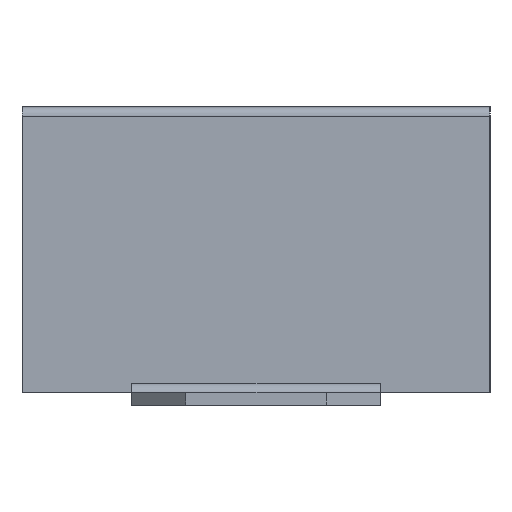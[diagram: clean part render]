
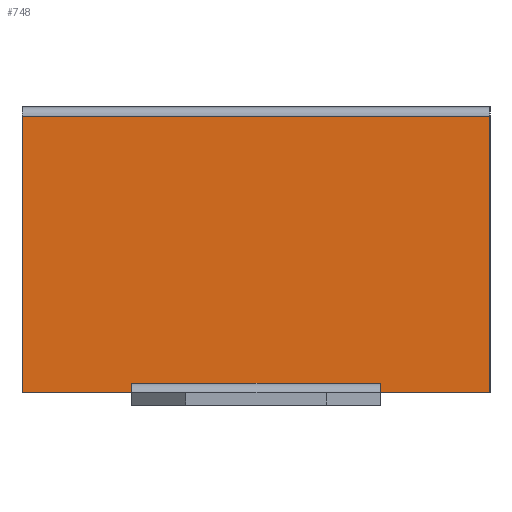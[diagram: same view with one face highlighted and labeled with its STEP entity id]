
A CAD part, left-side view. The second image highlights one B-rep face of the part: STEP entity #748.
In plain terms, the highlighted planar face has unit normal (-1, 0, 0).
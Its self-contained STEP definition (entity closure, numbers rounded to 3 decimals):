
#41 = VERTEX_POINT('',#42);
#42 = CARTESIAN_POINT('',(-12.63,4.78,0.25));
#48 = EDGE_CURVE('',#41,#49,#51,.T.);
#49 = VERTEX_POINT('',#50);
#50 = CARTESIAN_POINT('',(-12.63,4.78,5.89));
#51 = LINE('',#52,#53);
#52 = CARTESIAN_POINT('',(-12.63,4.78,0.25));
#53 = VECTOR('',#54,1.);
#54 = DIRECTION('',(0.,0.,1.));
#728 = EDGE_CURVE('',#49,#729,#731,.T.);
#729 = VERTEX_POINT('',#730);
#730 = CARTESIAN_POINT('',(-12.63,-4.78,5.89));
#731 = LINE('',#732,#733);
#732 = CARTESIAN_POINT('',(-12.63,4.78,5.89));
#733 = VECTOR('',#734,1.);
#734 = DIRECTION('',(0.,-1.,0.));
#748 = ADVANCED_FACE('',(#749),#799,.T.);
#749 = FACE_BOUND('',#750,.T.);
#750 = EDGE_LOOP('',(#751,#761,#769,#777,#783,#784,#785,#793));
#751 = ORIENTED_EDGE('',*,*,#752,.T.);
#752 = EDGE_CURVE('',#753,#755,#757,.T.);
#753 = VERTEX_POINT('',#754);
#754 = CARTESIAN_POINT('',(-12.63,2.54,0.45));
#755 = VERTEX_POINT('',#756);
#756 = CARTESIAN_POINT('',(-12.63,-2.54,0.45));
#757 = LINE('',#758,#759);
#758 = CARTESIAN_POINT('',(-12.63,2.54,0.45));
#759 = VECTOR('',#760,1.);
#760 = DIRECTION('',(0.,-1.,0.));
#761 = ORIENTED_EDGE('',*,*,#762,.F.);
#762 = EDGE_CURVE('',#763,#755,#765,.T.);
#763 = VERTEX_POINT('',#764);
#764 = CARTESIAN_POINT('',(-12.63,-2.54,0.25));
#765 = LINE('',#766,#767);
#766 = CARTESIAN_POINT('',(-12.63,-2.54,0.25));
#767 = VECTOR('',#768,1.);
#768 = DIRECTION('',(0.,0.,1.));
#769 = ORIENTED_EDGE('',*,*,#770,.T.);
#770 = EDGE_CURVE('',#763,#771,#773,.T.);
#771 = VERTEX_POINT('',#772);
#772 = CARTESIAN_POINT('',(-12.63,-4.78,0.25));
#773 = LINE('',#774,#775);
#774 = CARTESIAN_POINT('',(-12.63,4.78,0.25));
#775 = VECTOR('',#776,1.);
#776 = DIRECTION('',(0.,-1.,0.));
#777 = ORIENTED_EDGE('',*,*,#778,.T.);
#778 = EDGE_CURVE('',#771,#729,#779,.T.);
#779 = LINE('',#780,#781);
#780 = CARTESIAN_POINT('',(-12.63,-4.78,0.25));
#781 = VECTOR('',#782,1.);
#782 = DIRECTION('',(0.,0.,1.));
#783 = ORIENTED_EDGE('',*,*,#728,.F.);
#784 = ORIENTED_EDGE('',*,*,#48,.F.);
#785 = ORIENTED_EDGE('',*,*,#786,.T.);
#786 = EDGE_CURVE('',#41,#787,#789,.T.);
#787 = VERTEX_POINT('',#788);
#788 = CARTESIAN_POINT('',(-12.63,2.54,0.25));
#789 = LINE('',#790,#791);
#790 = CARTESIAN_POINT('',(-12.63,4.78,0.25));
#791 = VECTOR('',#792,1.);
#792 = DIRECTION('',(0.,-1.,0.));
#793 = ORIENTED_EDGE('',*,*,#794,.T.);
#794 = EDGE_CURVE('',#787,#753,#795,.T.);
#795 = LINE('',#796,#797);
#796 = CARTESIAN_POINT('',(-12.63,2.54,0.25));
#797 = VECTOR('',#798,1.);
#798 = DIRECTION('',(0.,0.,1.));
#799 = PLANE('',#800);
#800 = AXIS2_PLACEMENT_3D('',#801,#802,#803);
#801 = CARTESIAN_POINT('',(-12.63,4.78,0.25));
#802 = DIRECTION('',(-1.,0.,0.));
#803 = DIRECTION('',(0.,0.,1.));
